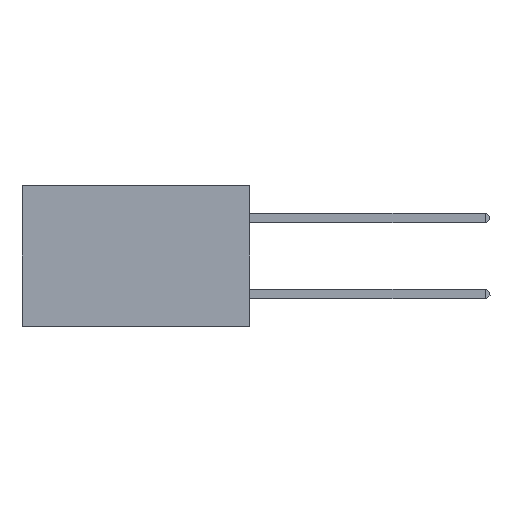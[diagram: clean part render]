
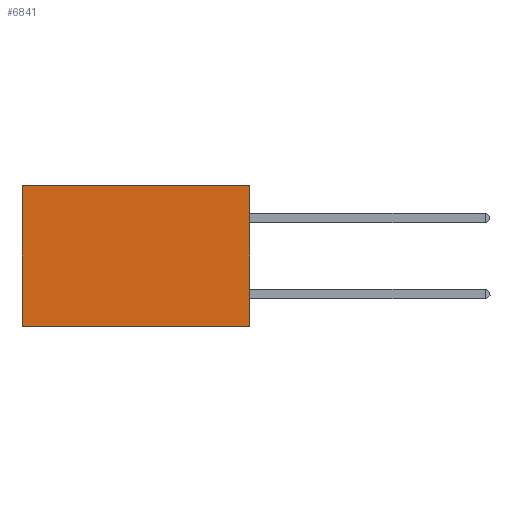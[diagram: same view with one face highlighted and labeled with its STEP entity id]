
A CAD part, left-side view. The second image highlights one B-rep face of the part: STEP entity #6841.
In plain terms, the highlighted planar face has unit normal (-1, 0, 0).
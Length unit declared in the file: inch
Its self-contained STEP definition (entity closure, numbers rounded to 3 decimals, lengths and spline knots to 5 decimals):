
#2 = CARTESIAN_POINT ( 'NONE',  ( 0.2875, 0.6, 0. ) ) ;
#393 = EDGE_CURVE ( 'NONE', #2969, #7848, #554, .T. ) ;
#396 = VERTEX_POINT ( 'NONE', #1175 ) ;
#495 = AXIS2_PLACEMENT_3D ( 'NONE', #6957, #6886, #10223 ) ;
#535 = CARTESIAN_POINT ( 'NONE',  ( 0.2875, 0., 0. ) ) ;
#554 = LINE ( 'NONE', #8523, #3891 ) ;
#578 = ORIENTED_EDGE ( 'NONE', *, *, #393, .T. ) ;
#997 = CARTESIAN_POINT ( 'NONE',  ( 0.2875, 0., -0.37 ) ) ;
#1175 = CARTESIAN_POINT ( 'NONE',  ( 0.2875, 0.6, -0.37 ) ) ;
#1766 = LINE ( 'NONE', #535, #10224 ) ;
#1940 = VERTEX_POINT ( 'NONE', #997 ) ;
#2016 = EDGE_CURVE ( 'NONE', #2969, #1940, #1766, .T. ) ;
#2394 = LINE ( 'NONE', #2, #8175 ) ;
#2969 = VERTEX_POINT ( 'NONE', #5846 ) ;
#3342 = ORIENTED_EDGE ( 'NONE', *, *, #9578, .T. ) ;
#3891 = VECTOR ( 'NONE', #6967, 39.37008 ) ;
#4507 = PLANE ( 'NONE',  #495 ) ;
#4994 = EDGE_CURVE ( 'NONE', #1940, #396, #8506, .T. ) ;
#5633 = DIRECTION ( 'NONE',  ( 0., 0., -1. ) ) ;
#5846 = CARTESIAN_POINT ( 'NONE',  ( 0.2875, 0., 0. ) ) ;
#6599 = CARTESIAN_POINT ( 'NONE',  ( 0.2875, 0.6, 0. ) ) ;
#6841 = ADVANCED_FACE ( 'NONE', ( #7923 ), #4507, .F. ) ;
#6886 = DIRECTION ( 'NONE',  ( 1., 0., 0. ) ) ;
#6957 = CARTESIAN_POINT ( 'NONE',  ( 0.2875, 0., 0. ) ) ;
#6967 = DIRECTION ( 'NONE',  ( 0., 1., 0. ) ) ;
#7827 = EDGE_LOOP ( 'NONE', ( #3342, #10184, #9891, #578 ) ) ;
#7848 = VERTEX_POINT ( 'NONE', #6599 ) ;
#7881 = DIRECTION ( 'NONE',  ( 0., 0., -1. ) ) ;
#7923 = FACE_OUTER_BOUND ( 'NONE', #7827, .T. ) ;
#8004 = DIRECTION ( 'NONE',  ( 0., 1., 0. ) ) ;
#8041 = CARTESIAN_POINT ( 'NONE',  ( 0.2875, 0., -0.37 ) ) ;
#8175 = VECTOR ( 'NONE', #5633, 39.37008 ) ;
#8506 = LINE ( 'NONE', #8041, #9019 ) ;
#8523 = CARTESIAN_POINT ( 'NONE',  ( 0.2875, 0., 0. ) ) ;
#9019 = VECTOR ( 'NONE', #8004, 39.37008 ) ;
#9578 = EDGE_CURVE ( 'NONE', #7848, #396, #2394, .T. ) ;
#9891 = ORIENTED_EDGE ( 'NONE', *, *, #2016, .F. ) ;
#10184 = ORIENTED_EDGE ( 'NONE', *, *, #4994, .F. ) ;
#10223 = DIRECTION ( 'NONE',  ( 0., 0., -1. ) ) ;
#10224 = VECTOR ( 'NONE', #7881, 39.37008 ) ;
